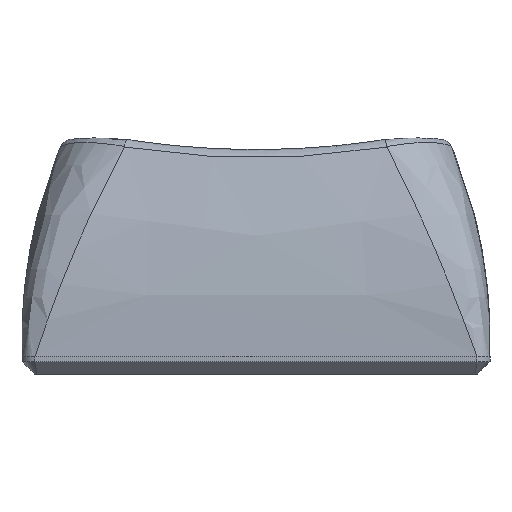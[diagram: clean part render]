
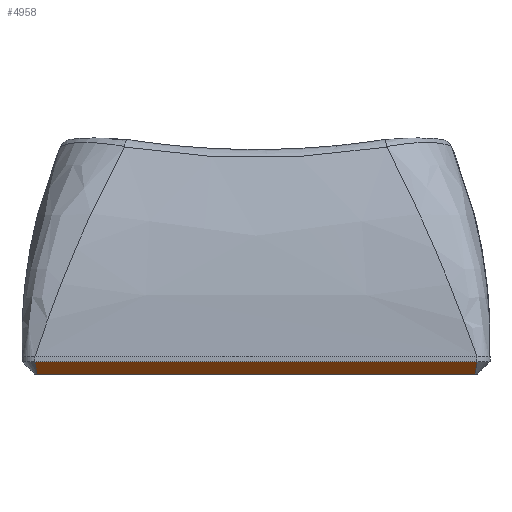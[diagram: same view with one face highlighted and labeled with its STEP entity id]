
A CAD part, front view. The second image highlights one B-rep face of the part: STEP entity #4958.
In plain terms, the highlighted planar face has unit normal (0, -0.707, -0.707).
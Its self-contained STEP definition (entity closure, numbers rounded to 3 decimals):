
#720 = PLANE('',#721);
#721 = AXIS2_PLACEMENT_3D('',#722,#723,#724);
#722 = CARTESIAN_POINT('',(-8.5,-9.,0.672));
#723 = DIRECTION('',(0.,-1.,0.));
#724 = DIRECTION('',(1.,0.,0.));
#1973 = VERTEX_POINT('',#1974);
#1974 = CARTESIAN_POINT('',(-8.5,-9.,0.48));
#2000 = EDGE_CURVE('',#1973,#2001,#2003,.T.);
#2001 = VERTEX_POINT('',#2002);
#2002 = CARTESIAN_POINT('',(8.5,-9.,0.48));
#2003 = SURFACE_CURVE('',#2004,(#2008,#2015),.PCURVE_S1.);
#2004 = LINE('',#2005,#2006);
#2005 = CARTESIAN_POINT('',(-8.5,-9.,0.48));
#2006 = VECTOR('',#2007,1.);
#2007 = DIRECTION('',(1.,0.,0.));
#2008 = PCURVE('',#720,#2009);
#2009 = DEFINITIONAL_REPRESENTATION('',(#2010),#2014);
#2010 = LINE('',#2011,#2012);
#2011 = CARTESIAN_POINT('',(0.,-0.192));
#2012 = VECTOR('',#2013,1.);
#2013 = DIRECTION('',(1.,0.));
#2014 = ( GEOMETRIC_REPRESENTATION_CONTEXT(2) 
PARAMETRIC_REPRESENTATION_CONTEXT() REPRESENTATION_CONTEXT('2D SPACE',''
  ) );
#2015 = PCURVE('',#2016,#2021);
#2016 = PLANE('',#2017);
#2017 = AXIS2_PLACEMENT_3D('',#2018,#2019,#2020);
#2018 = CARTESIAN_POINT('',(-8.5,-8.76,0.24));
#2019 = DIRECTION('',(0.,0.707,0.707)
  );
#2020 = DIRECTION('',(1.,0.,0.));
#2021 = DEFINITIONAL_REPRESENTATION('',(#2022),#2026);
#2022 = LINE('',#2023,#2024);
#2023 = CARTESIAN_POINT('',(0.,-0.339));
#2024 = VECTOR('',#2025,1.);
#2025 = DIRECTION('',(1.,0.));
#2026 = ( GEOMETRIC_REPRESENTATION_CONTEXT(2) 
PARAMETRIC_REPRESENTATION_CONTEXT() REPRESENTATION_CONTEXT('2D SPACE',''
  ) );
#3188 = CONICAL_SURFACE('',#3189,0.7,0.785);
#3189 = AXIS2_PLACEMENT_3D('',#3190,#3191,#3192);
#3190 = CARTESIAN_POINT('',(8.323,-8.323,0.48));
#3191 = DIRECTION('',(-0.,-0.,1.));
#3192 = DIRECTION('',(0.967,-0.253,0.));
#4958 = ADVANCED_FACE('',(#4959),#2016,.F.);
#4959 = FACE_BOUND('',#4960,.F.);
#4960 = EDGE_LOOP('',(#4961,#4996,#4997,#5027));
#4961 = ORIENTED_EDGE('',*,*,#4962,.F.);
#4962 = EDGE_CURVE('',#1973,#4963,#4965,.T.);
#4963 = VERTEX_POINT('',#4964);
#4964 = CARTESIAN_POINT('',(-8.42,-8.52,0.));
#4965 = SURFACE_CURVE('',#4966,(#4971,#4978),.PCURVE_S1.);
#4966 = PARABOLA('',#4967,0.008);
#4967 = AXIS2_PLACEMENT_3D('',#4968,#4969,#4970);
#4968 = CARTESIAN_POINT('',(-8.323,-8.311,
    -0.209));
#4969 = DIRECTION('',(0.,0.707,0.707)
  );
#4970 = DIRECTION('',(0.,-0.707,0.707)
  );
#4971 = PCURVE('',#2016,#4972);
#4972 = DEFINITIONAL_REPRESENTATION('',(#4973),#4977);
#4973 = B_SPLINE_CURVE_WITH_KNOTS('',2,(#4974,#4975,#4976),
  .UNSPECIFIED.,.F.,.F.,(3,3),(-0.177,-0.098),
  .PIECEWISE_BEZIER_KNOTS.);
#4974 = CARTESIAN_POINT('',(0.,-0.339));
#4975 = CARTESIAN_POINT('',(0.04,0.098));
#4976 = CARTESIAN_POINT('',(0.08,0.339));
#4977 = ( GEOMETRIC_REPRESENTATION_CONTEXT(2) 
PARAMETRIC_REPRESENTATION_CONTEXT() REPRESENTATION_CONTEXT('2D SPACE',''
  ) );
#4978 = PCURVE('',#4979,#4984);
#4979 = CONICAL_SURFACE('',#4980,0.7,0.785);
#4980 = AXIS2_PLACEMENT_3D('',#4981,#4982,#4983);
#4981 = CARTESIAN_POINT('',(-8.323,-8.323,0.48));
#4982 = DIRECTION('',(-0.,-0.,1.));
#4983 = DIRECTION('',(-0.253,-0.967,-0.));
#4984 = DEFINITIONAL_REPRESENTATION('',(#4985),#4995);
#4985 = B_SPLINE_CURVE_WITH_KNOTS('',8,(#4986,#4987,#4988,#4989,#4990,
    #4991,#4992,#4993,#4994),.UNSPECIFIED.,.F.,.F.,(9,9),(
    -0.177,-0.098),.PIECEWISE_BEZIER_KNOTS.);
#4986 = CARTESIAN_POINT('',(0.,0.));
#4987 = CARTESIAN_POINT('',(-0.014,-0.077));
#4988 = CARTESIAN_POINT('',(-0.03,-0.15));
#4989 = CARTESIAN_POINT('',(-0.048,-0.217));
#4990 = CARTESIAN_POINT('',(-0.069,-0.28));
#4991 = CARTESIAN_POINT('',(-0.094,-0.337));
#4992 = CARTESIAN_POINT('',(-0.123,-0.39));
#4993 = CARTESIAN_POINT('',(-0.158,-0.437));
#4994 = CARTESIAN_POINT('',(-0.203,-0.48));
#4995 = ( GEOMETRIC_REPRESENTATION_CONTEXT(2) 
PARAMETRIC_REPRESENTATION_CONTEXT() REPRESENTATION_CONTEXT('2D SPACE',''
  ) );
#4996 = ORIENTED_EDGE('',*,*,#2000,.T.);
#4997 = ORIENTED_EDGE('',*,*,#4998,.T.);
#4998 = EDGE_CURVE('',#2001,#4999,#5001,.T.);
#4999 = VERTEX_POINT('',#5000);
#5000 = CARTESIAN_POINT('',(8.42,-8.52,0.));
#5001 = SURFACE_CURVE('',#5002,(#5007,#5014),.PCURVE_S1.);
#5002 = PARABOLA('',#5003,0.008);
#5003 = AXIS2_PLACEMENT_3D('',#5004,#5005,#5006);
#5004 = CARTESIAN_POINT('',(8.323,-8.311,
    -0.209));
#5005 = DIRECTION('',(0.,-0.707,-0.707
    ));
#5006 = DIRECTION('',(0.,-0.707,0.707)
  );
#5007 = PCURVE('',#2016,#5008);
#5008 = DEFINITIONAL_REPRESENTATION('',(#5009),#5013);
#5009 = B_SPLINE_CURVE_WITH_KNOTS('',2,(#5010,#5011,#5012),
  .UNSPECIFIED.,.F.,.F.,(3,3),(-0.177,-0.098),
  .PIECEWISE_BEZIER_KNOTS.);
#5010 = CARTESIAN_POINT('',(17.,-0.339));
#5011 = CARTESIAN_POINT('',(16.96,0.098));
#5012 = CARTESIAN_POINT('',(16.92,0.339));
#5013 = ( GEOMETRIC_REPRESENTATION_CONTEXT(2) 
PARAMETRIC_REPRESENTATION_CONTEXT() REPRESENTATION_CONTEXT('2D SPACE',''
  ) );
#5014 = PCURVE('',#3188,#5015);
#5015 = DEFINITIONAL_REPRESENTATION('',(#5016),#5026);
#5016 = B_SPLINE_CURVE_WITH_KNOTS('',8,(#5017,#5018,#5019,#5020,#5021,
    #5022,#5023,#5024,#5025),.UNSPECIFIED.,.F.,.F.,(9,9),(
    -0.177,-0.098),.PIECEWISE_BEZIER_KNOTS.);
#5017 = CARTESIAN_POINT('',(-1.059,0.));
#5018 = CARTESIAN_POINT('',(-1.045,-0.077));
#5019 = CARTESIAN_POINT('',(-1.029,-0.15));
#5020 = CARTESIAN_POINT('',(-1.01,-0.217));
#5021 = CARTESIAN_POINT('',(-0.99,-0.28));
#5022 = CARTESIAN_POINT('',(-0.965,-0.337));
#5023 = CARTESIAN_POINT('',(-0.936,-0.39));
#5024 = CARTESIAN_POINT('',(-0.901,-0.437));
#5025 = CARTESIAN_POINT('',(-0.856,-0.48));
#5026 = ( GEOMETRIC_REPRESENTATION_CONTEXT(2) 
PARAMETRIC_REPRESENTATION_CONTEXT() REPRESENTATION_CONTEXT('2D SPACE',''
  ) );
#5027 = ORIENTED_EDGE('',*,*,#5028,.F.);
#5028 = EDGE_CURVE('',#4963,#4999,#5029,.T.);
#5029 = SURFACE_CURVE('',#5030,(#5034,#5041),.PCURVE_S1.);
#5030 = LINE('',#5031,#5032);
#5031 = CARTESIAN_POINT('',(-8.5,-8.52,0.));
#5032 = VECTOR('',#5033,1.);
#5033 = DIRECTION('',(1.,0.,0.));
#5034 = PCURVE('',#2016,#5035);
#5035 = DEFINITIONAL_REPRESENTATION('',(#5036),#5040);
#5036 = LINE('',#5037,#5038);
#5037 = CARTESIAN_POINT('',(0.,0.339));
#5038 = VECTOR('',#5039,1.);
#5039 = DIRECTION('',(1.,0.));
#5040 = ( GEOMETRIC_REPRESENTATION_CONTEXT(2) 
PARAMETRIC_REPRESENTATION_CONTEXT() REPRESENTATION_CONTEXT('2D SPACE',''
  ) );
#5041 = PCURVE('',#5042,#5047);
#5042 = PLANE('',#5043);
#5043 = AXIS2_PLACEMENT_3D('',#5044,#5045,#5046);
#5044 = CARTESIAN_POINT('',(8.5,9.,0.));
#5045 = DIRECTION('',(0.,0.,-1.));
#5046 = DIRECTION('',(-1.,0.,0.));
#5047 = DEFINITIONAL_REPRESENTATION('',(#5048),#5052);
#5048 = LINE('',#5049,#5050);
#5049 = CARTESIAN_POINT('',(17.,-17.52));
#5050 = VECTOR('',#5051,1.);
#5051 = DIRECTION('',(-1.,0.));
#5052 = ( GEOMETRIC_REPRESENTATION_CONTEXT(2) 
PARAMETRIC_REPRESENTATION_CONTEXT() REPRESENTATION_CONTEXT('2D SPACE',''
  ) );
